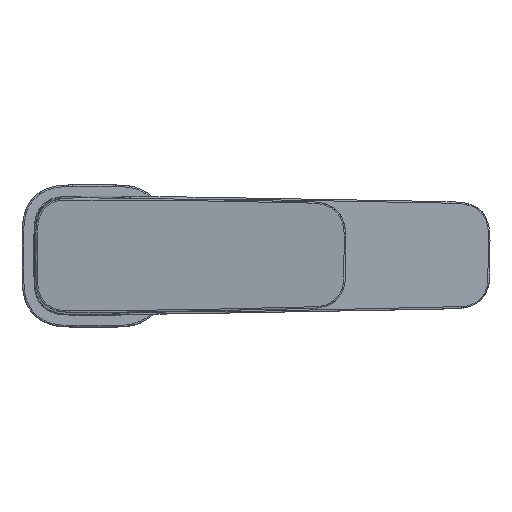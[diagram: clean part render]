
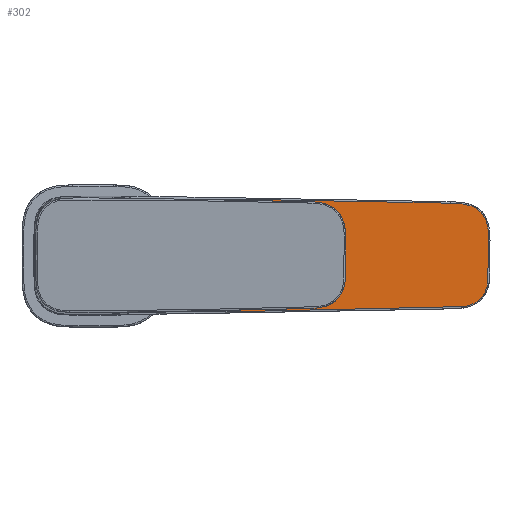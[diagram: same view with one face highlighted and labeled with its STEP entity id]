
A CAD part, top view. The second image highlights one B-rep face of the part: STEP entity #302.
In plain terms, the highlighted planar face has unit normal (0, 0, 1).
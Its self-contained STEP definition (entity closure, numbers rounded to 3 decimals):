
#29=FACE_BOUND('',#2406,.T.);
#190=CIRCLE('',#13834,18.45);
#191=CIRCLE('',#13835,18.45);
#257=PLANE('',#13839);
#302=ADVANCED_FACE('extract',(#448,#29),#257,.T.);
#448=FACE_OUTER_BOUND('',#2405,.T.);
#612=B_SPLINE_CURVE_WITH_KNOTS('',3,(#3790,#3792,#3793,#3794,#3795,#3796,#3797,#3798,#3799,#3800,#3801,#3802,#3803,#3804,#3805,#3806,#3807,#3808,#3809,#3810,#3811,#3812,#3813,#3814,#3815,#3816,#3817,#3818,#3819,#3820,#3821,#3822,#3823,#3824,#3825,#3826,#3827,#3828,#3829,#3830,#3831,#3832,#3833,#3834,#3835,#3836,#3837,#3838,#3839,#3840,#3791),.UNSPECIFIED.,.F.,.U.,(4,1,1,1,1,1,1,1,1,1,1,1,1,1,1,1,1,1,1,1,1,1,1,1,1,1,1,1,1,1,1,1,1,1,1,1,1,1,1,1,1,1,1,1,1,1,1,1,4),(0.,0.011,0.021,0.032,0.043,0.054,0.064,0.075,0.086,0.096,0.107,0.117,0.131,0.145,0.158,0.172,0.188,0.203,0.219,0.234,0.25,0.266,0.282,0.297,0.313,0.328,0.344,0.36,0.375,0.391,0.407,0.422,0.438,0.453,0.469,0.485,0.5,0.563,0.625,0.688,0.75,0.813,0.852,0.891,0.93,0.969,0.979,0.989,1.),.UNSPECIFIED.);
#1001=ORIENTED_EDGE('',*,*,#1748,.F.);
#1002=ORIENTED_EDGE('',*,*,#1749,.F.);
#1003=ORIENTED_EDGE('',*,*,#1724,.F.);
#1004=ORIENTED_EDGE('',*,*,#1723,.F.);
#1723=EDGE_CURVE('164',#2140,#2141,#190,.T.);
#1724=EDGE_CURVE('165',#2141,#2140,#191,.T.);
#1748=EDGE_CURVE('168',#2155,#2156,#612,.T.);
#1749=EDGE_CURVE('169',#2156,#2155,#2081,.T.);
#2081=(
BOUNDED_CURVE()
B_SPLINE_CURVE(3,(#3791,#3841,#3842,#3843,#3844,#3845,#3846,#3847,#3848,#3849,#3850,#3851,#3852,#3853,#3854,#3855,#3856,#3857,#3858,#3859,#3860,#3861,#3862,#3863,#3864,#3865,#3866,#3867,#3868,#3869,#3870,#3871,#3872,#3873,#3874,#3790),.UNSPECIFIED.,.F.,.F.)
B_SPLINE_CURVE_WITH_KNOTS((4,1,1,1,1,1,1,1,1,1,1,1,1,1,1,1,1,1,1,1,1,1,1,1,1,1,1,1,1,1,1,1,1,4),(0.,0.016,0.031,0.047,0.063,0.078,0.094,0.109,0.125,0.141,0.156,0.172,0.18,0.188,0.195,0.219,0.234,0.25,0.266,0.281,0.297,0.305,0.313,0.328,0.406,0.438,0.469,0.563,0.75,0.906,0.938,0.969,0.984,1.),.UNSPECIFIED.)
CURVE()
GEOMETRIC_REPRESENTATION_ITEM()
RATIONAL_B_SPLINE_CURVE((1.,1.,1.,1.,1.,1.,1.,1.,1.,1.,1.,1.,1.,1.,1.,1.,1.,1.,1.,1.,1.,1.,1.,1.,1.,1.,1.,1.,1.,1.,1.,1.,1.,1.,1.,1.))
REPRESENTATION_ITEM('')
);
#2140=VERTEX_POINT('117',#3444);
#2141=VERTEX_POINT('118',#3445);
#2155=VERTEX_POINT('121',#3790);
#2156=VERTEX_POINT('122',#3791);
#2405=EDGE_LOOP('',(#1001,#1002));
#2406=EDGE_LOOP('',(#1003,#1004));
#3054=CARTESIAN_POINT('',(0.,0.,123.168));
#3444=CARTESIAN_POINT('',(-3.204,-18.17,123.168));
#3445=CARTESIAN_POINT('',(3.204,18.17,123.168));
#3789=CARTESIAN_POINT('',(148.919,24.509,123.168));
#3790=CARTESIAN_POINT('',(120.497,17.615,123.168));
#3791=CARTESIAN_POINT('',(-8.541,-19.467,123.168));
#3792=CARTESIAN_POINT('',(121.141,17.6,123.168));
#3793=CARTESIAN_POINT('',(122.433,17.57,123.168));
#3794=CARTESIAN_POINT('',(124.374,17.437,123.168));
#3795=CARTESIAN_POINT('',(126.306,17.112,123.168));
#3796=CARTESIAN_POINT('',(128.177,16.496,123.168));
#3797=CARTESIAN_POINT('',(129.887,15.506,123.168));
#3798=CARTESIAN_POINT('',(131.314,14.142,123.168));
#3799=CARTESIAN_POINT('',(132.357,12.48,123.168));
#3800=CARTESIAN_POINT('',(133.027,10.656,123.168));
#3801=CARTESIAN_POINT('',(133.388,8.769,123.168));
#3802=CARTESIAN_POINT('',(133.532,6.867,123.168));
#3803=CARTESIAN_POINT('',(133.557,4.774,123.168));
#3804=CARTESIAN_POINT('',(133.553,2.487,123.168));
#3805=CARTESIAN_POINT('',(133.559,0.006,123.168));
#3806=CARTESIAN_POINT('',(133.558,-2.476,123.168));
#3807=CARTESIAN_POINT('',(133.555,-5.068,123.168));
#3808=CARTESIAN_POINT('',(133.526,-7.78,123.168));
#3809=CARTESIAN_POINT('',(133.1,-10.593,123.168));
#3810=CARTESIAN_POINT('',(132.028,-13.269,123.168));
#3811=CARTESIAN_POINT('',(130.101,-15.46,123.168));
#3812=CARTESIAN_POINT('',(127.529,-16.825,123.168));
#3813=CARTESIAN_POINT('',(124.717,-17.436,123.168));
#3814=CARTESIAN_POINT('',(121.869,-17.599,123.168));
#3815=CARTESIAN_POINT('',(119.032,-17.643,123.168));
#3816=CARTESIAN_POINT('',(116.202,-17.711,123.168));
#3817=CARTESIAN_POINT('',(113.376,-17.761,123.168));
#3818=CARTESIAN_POINT('',(110.547,-17.814,123.168));
#3819=CARTESIAN_POINT('',(107.711,-17.868,123.168));
#3820=CARTESIAN_POINT('',(104.87,-17.921,123.168));
#3821=CARTESIAN_POINT('',(102.027,-17.976,123.168));
#3822=CARTESIAN_POINT('',(99.189,-18.03,123.168));
#3823=CARTESIAN_POINT('',(96.353,-18.084,123.168));
#3824=CARTESIAN_POINT('',(93.521,-18.138,123.168));
#3825=CARTESIAN_POINT('',(90.691,-18.191,123.168));
#3826=CARTESIAN_POINT('',(87.863,-18.245,123.168));
#3827=CARTESIAN_POINT('',(85.034,-18.298,123.168));
#3828=CARTESIAN_POINT('',(79.369,-18.405,123.168));
#3829=CARTESIAN_POINT('',(70.865,-18.562,123.168));
#3830=CARTESIAN_POINT('',(59.522,-18.767,123.168));
#3831=CARTESIAN_POINT('',(48.178,-18.965,123.168));
#3832=CARTESIAN_POINT('',(36.835,-19.153,123.168));
#3833=CARTESIAN_POINT('',(26.909,-19.292,123.168));
#3834=CARTESIAN_POINT('',(18.402,-19.411,123.168));
#3835=CARTESIAN_POINT('',(11.312,-19.469,123.168));
#3836=CARTESIAN_POINT('',(4.222,-19.502,123.168));
#3837=CARTESIAN_POINT('',(-1.136,-19.496,123.168));
#3838=CARTESIAN_POINT('',(-4.748,-19.501,123.168));
#3839=CARTESIAN_POINT('',(-6.639,-19.498,123.168));
#3840=CARTESIAN_POINT('',(-7.898,-19.477,123.168));
#3841=CARTESIAN_POINT('',(-9.47,-19.442,123.168));
#3842=CARTESIAN_POINT('',(-11.338,-19.322,123.168));
#3843=CARTESIAN_POINT('',(-14.067,-18.633,123.168));
#3844=CARTESIAN_POINT('',(-16.499,-17.17,123.168));
#3845=CARTESIAN_POINT('',(-18.244,-14.924,123.168));
#3846=CARTESIAN_POINT('',(-19.165,-12.256,123.168));
#3847=CARTESIAN_POINT('',(-19.481,-9.465,123.168));
#3848=CARTESIAN_POINT('',(-19.487,-6.683,123.168));
#3849=CARTESIAN_POINT('',(-19.497,-3.813,123.168));
#3850=CARTESIAN_POINT('',(-19.5,-0.972,123.168));
#3851=CARTESIAN_POINT('',(-19.5,1.88,123.168));
#3852=CARTESIAN_POINT('',(-19.495,4.249,123.168));
#3853=CARTESIAN_POINT('',(-19.489,6.157,123.168));
#3854=CARTESIAN_POINT('',(-19.487,7.566,123.168));
#3855=CARTESIAN_POINT('',(-19.449,9.888,123.168));
#3856=CARTESIAN_POINT('',(-19.146,12.699,123.168));
#3857=CARTESIAN_POINT('',(-17.779,15.706,123.168));
#3858=CARTESIAN_POINT('',(-15.78,17.729,123.168));
#3859=CARTESIAN_POINT('',(-13.214,18.925,123.168));
#3860=CARTESIAN_POINT('',(-10.445,19.422,123.168));
#3861=CARTESIAN_POINT('',(-8.12,19.484,123.168));
#3862=CARTESIAN_POINT('',(-6.247,19.488,123.168));
#3863=CARTESIAN_POINT('',(-4.339,19.495,123.168));
#3864=CARTESIAN_POINT('',(1.828,19.506,123.168));
#3865=CARTESIAN_POINT('',(9.426,19.483,123.168));
#3866=CARTESIAN_POINT('',(17.97,19.414,123.168));
#3867=CARTESIAN_POINT('',(27.463,19.286,123.168));
#3868=CARTESIAN_POINT('',(46.449,19.012,123.168));
#3869=CARTESIAN_POINT('',(73.032,18.523,123.168));
#3870=CARTESIAN_POINT('',(95.817,18.096,123.168));
#3871=CARTESIAN_POINT('',(109.105,17.841,123.168));
#3872=CARTESIAN_POINT('',(113.854,17.753,123.168));
#3873=CARTESIAN_POINT('',(117.646,17.68,123.168));
#3874=CARTESIAN_POINT('',(119.554,17.636,123.168));
#13834=AXIS2_PLACEMENT_3D('',#3054,#13965,#13972);
#13835=AXIS2_PLACEMENT_3D('',#3054,#13965,#13978);
#13839=AXIS2_PLACEMENT_3D('',#3789,#13965,#14006);
#13965=DIRECTION('',(0.,0.,1.));
#13972=DIRECTION('',(-0.174,-0.985,0.));
#13978=DIRECTION('',(0.174,0.985,0.));
#14006=DIRECTION('',(-1.,0.,0.));
